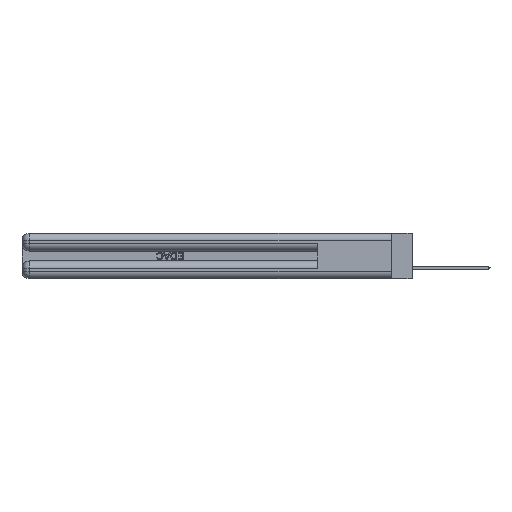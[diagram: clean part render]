
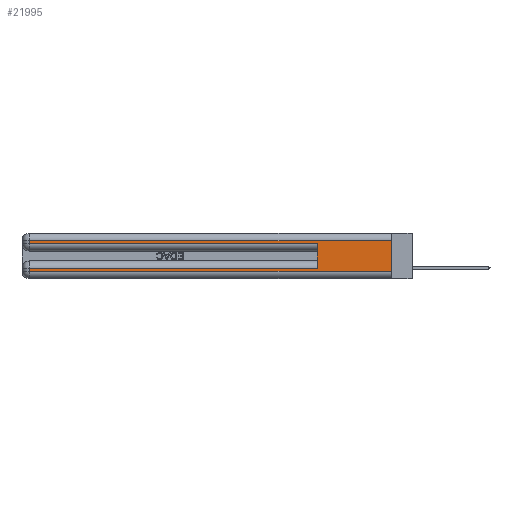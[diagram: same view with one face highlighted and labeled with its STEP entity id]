
A CAD part, left-side view. The second image highlights one B-rep face of the part: STEP entity #21995.
In plain terms, the highlighted planar face has unit normal (-1, 0, 0).
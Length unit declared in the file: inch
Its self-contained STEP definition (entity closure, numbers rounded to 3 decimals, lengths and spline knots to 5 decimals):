
#937 = CARTESIAN_POINT ( 'NONE',  ( 0., 0., 0.31 ) ) ;
#1463 = VERTEX_POINT ( 'NONE', #37515 ) ;
#2142 = EDGE_CURVE ( 'NONE', #15200, #18681, #16344, .T. ) ;
#2292 = CARTESIAN_POINT ( 'NONE',  ( 0., 2.94, 0.06 ) ) ;
#3131 = ORIENTED_EDGE ( 'NONE', *, *, #21068, .T. ) ;
#4004 = CARTESIAN_POINT ( 'NONE',  ( 0., 2.94, 0.31 ) ) ;
#4056 = EDGE_CURVE ( 'NONE', #50385, #15200, #50157, .T. ) ;
#5779 = LINE ( 'NONE', #15332, #34849 ) ;
#5819 = ORIENTED_EDGE ( 'NONE', *, *, #38271, .F. ) ;
#6769 = CARTESIAN_POINT ( 'NONE',  ( 0., 2.94, 0.285 ) ) ;
#7053 = VERTEX_POINT ( 'NONE', #43049 ) ;
#7288 = LINE ( 'NONE', #23173, #14724 ) ;
#7923 = DIRECTION ( 'NONE',  ( 0., 0., -1. ) ) ;
#9082 = CARTESIAN_POINT ( 'NONE',  ( 0., 0., 0.085 ) ) ;
#10648 = EDGE_CURVE ( 'NONE', #1463, #18681, #5779, .T. ) ;
#10899 = ORIENTED_EDGE ( 'NONE', *, *, #10648, .F. ) ;
#11423 = VECTOR ( 'NONE', #28968, 39.37008 ) ;
#13841 = PLANE ( 'NONE',  #35071 ) ;
#14525 = CARTESIAN_POINT ( 'NONE',  ( 0., 0., 0.06 ) ) ;
#14724 = VECTOR ( 'NONE', #47080, 39.37008 ) ;
#15200 = VERTEX_POINT ( 'NONE', #2292 ) ;
#15267 = CARTESIAN_POINT ( 'NONE',  ( 0., 0.6, 0.145 ) ) ;
#15332 = CARTESIAN_POINT ( 'NONE',  ( 0., 0., 0.37 ) ) ;
#15718 = LINE ( 'NONE', #44741, #11423 ) ;
#16344 = LINE ( 'NONE', #49023, #25607 ) ;
#17472 = LINE ( 'NONE', #937, #21739 ) ;
#17751 = EDGE_CURVE ( 'NONE', #1463, #22981, #17472, .T. ) ;
#18631 = ORIENTED_EDGE ( 'NONE', *, *, #17751, .T. ) ;
#18681 = VERTEX_POINT ( 'NONE', #14525 ) ;
#21068 = EDGE_CURVE ( 'NONE', #38134, #50385, #46874, .T. ) ;
#21739 = VECTOR ( 'NONE', #43215, 39.37008 ) ;
#21995 = ADVANCED_FACE ( 'NONE', ( #25697 ), #13841, .F. ) ;
#22981 = VERTEX_POINT ( 'NONE', #4004 ) ;
#23173 = CARTESIAN_POINT ( 'NONE',  ( 0., 0., 0.285 ) ) ;
#25607 = VECTOR ( 'NONE', #25994, 39.37008 ) ;
#25697 = FACE_OUTER_BOUND ( 'NONE', #29275, .T. ) ;
#25994 = DIRECTION ( 'NONE',  ( 0., -1., 0. ) ) ;
#27388 = EDGE_CURVE ( 'NONE', #36631, #7053, #7288, .T. ) ;
#28968 = DIRECTION ( 'NONE',  ( 0., 0., -1. ) ) ;
#29275 = EDGE_LOOP ( 'NONE', ( #10899, #18631, #37138, #43413, #5819, #3131, #39189, #30991 ) ) ;
#30991 = ORIENTED_EDGE ( 'NONE', *, *, #2142, .T. ) ;
#33518 = DIRECTION ( 'NONE',  ( 0., 0., -1. ) ) ;
#34849 = VECTOR ( 'NONE', #7923, 39.37008 ) ;
#35071 = AXIS2_PLACEMENT_3D ( 'NONE', #42175, #41831, #33518 ) ;
#36631 = VERTEX_POINT ( 'NONE', #6769 ) ;
#37138 = ORIENTED_EDGE ( 'NONE', *, *, #43035, .T. ) ;
#37515 = CARTESIAN_POINT ( 'NONE',  ( 0., 0., 0.31 ) ) ;
#38134 = VERTEX_POINT ( 'NONE', #41750 ) ;
#38239 = CARTESIAN_POINT ( 'NONE',  ( 0., 2.94, 0.085 ) ) ;
#38271 = EDGE_CURVE ( 'NONE', #38134, #7053, #48980, .T. ) ;
#38499 = VECTOR ( 'NONE', #38810, 39.37008 ) ;
#38810 = DIRECTION ( 'NONE',  ( 0., 0., 1. ) ) ;
#39189 = ORIENTED_EDGE ( 'NONE', *, *, #4056, .T. ) ;
#39645 = CARTESIAN_POINT ( 'NONE',  ( 0., 2.94, 0.37 ) ) ;
#40159 = DIRECTION ( 'NONE',  ( 0., 0., -1. ) ) ;
#41750 = CARTESIAN_POINT ( 'NONE',  ( 0., 0.6, 0.085 ) ) ;
#41831 = DIRECTION ( 'NONE',  ( 1., 0., 0. ) ) ;
#42133 = VECTOR ( 'NONE', #40159, 39.37008 ) ;
#42175 = CARTESIAN_POINT ( 'NONE',  ( 0., 0., 0.37 ) ) ;
#43035 = EDGE_CURVE ( 'NONE', #22981, #36631, #15718, .T. ) ;
#43049 = CARTESIAN_POINT ( 'NONE',  ( 0., 0.6, 0.285 ) ) ;
#43215 = DIRECTION ( 'NONE',  ( 0., 1., 0. ) ) ;
#43413 = ORIENTED_EDGE ( 'NONE', *, *, #27388, .T. ) ;
#44506 = DIRECTION ( 'NONE',  ( 0., 1., 0. ) ) ;
#44741 = CARTESIAN_POINT ( 'NONE',  ( 0., 2.94, 0.37 ) ) ;
#46874 = LINE ( 'NONE', #9082, #49981 ) ;
#47080 = DIRECTION ( 'NONE',  ( 0., -1., 0. ) ) ;
#48980 = LINE ( 'NONE', #15267, #38499 ) ;
#49023 = CARTESIAN_POINT ( 'NONE',  ( 0., 0., 0.06 ) ) ;
#49981 = VECTOR ( 'NONE', #44506, 39.37008 ) ;
#50157 = LINE ( 'NONE', #39645, #42133 ) ;
#50385 = VERTEX_POINT ( 'NONE', #38239 ) ;
